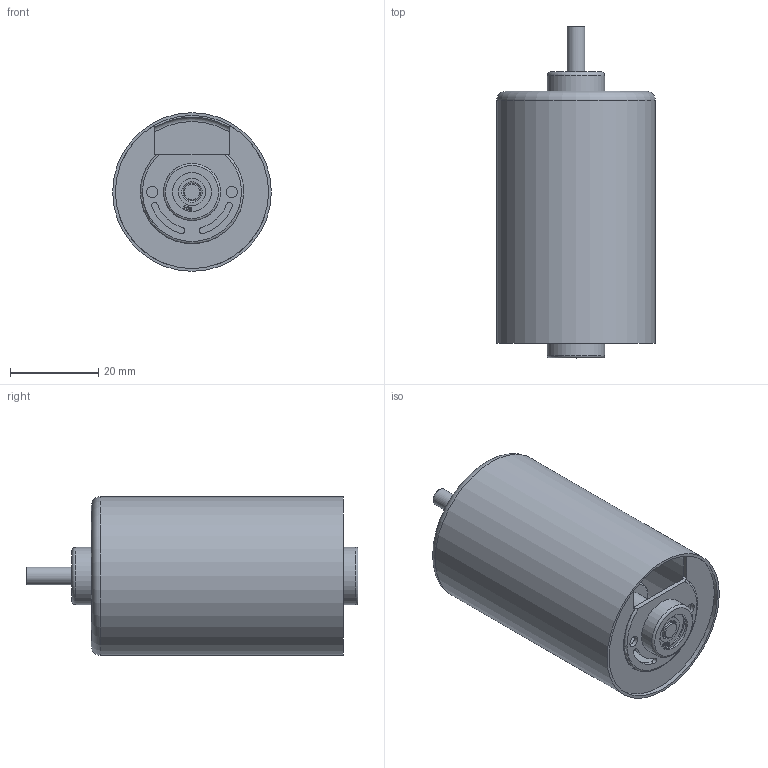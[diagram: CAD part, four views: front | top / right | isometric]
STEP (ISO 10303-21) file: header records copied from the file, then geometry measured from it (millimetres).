
FILE_DESCRIPTION(/* description */ (''),/* implementation_level */ '2;1');
FILE_NAME(/* name */ 'DBL36L024045-A.stp',/* time_stamp */ '2017-09-06T07:56:22+02:00',/* author */ ('angelika.schneid'),/* organization */ (''),/* preprocessor_version */ 'ST-DEVELOPER v16.5',/* originating_system */ 'Autodesk Inventor 2017',/* authorisation */ '');
FILE_SCHEMA (('AUTOMOTIVE_DESIGN { 1 0 10303 214 3 1 1 }'));
Length unit declared in the file: millimetre
Products named in the file (1): DBL36L024045-A
Bounding box: 35.9 x 75.1 x 35.9 mm (x, y, z)
Volume: 13815.1 mm3; surface area: 19613.9 mm2
Topology: 5 solids, 7 shells, 351 faces, 912 edges, 603 vertices
Faces by surface type: plane 283, cylinder 45, torus 17, cone 6
Full cylindrical faces by diameter (mm): 2.5 x2, 2.6 x2, 3 x2, 3.5 x2, 4 x4, 6.2 x4, 7 x2, 8.5 x1, 8.8 x1, 9.5 x4, 12 x5, 13 x2, 33.9 x1, 34.65 x1, 35.9 x1
Entity records: 10366 total; most frequent: CARTESIAN_POINT 1836, ORIENTED_EDGE 1698, DIRECTION 1664, EDGE_CURVE 851, LINE 734, VECTOR 734, VERTEX_POINT 597, AXIS2_PLACEMENT_3D 465
